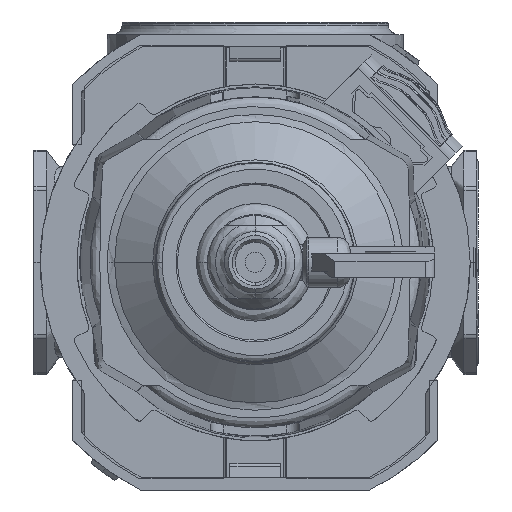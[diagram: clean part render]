
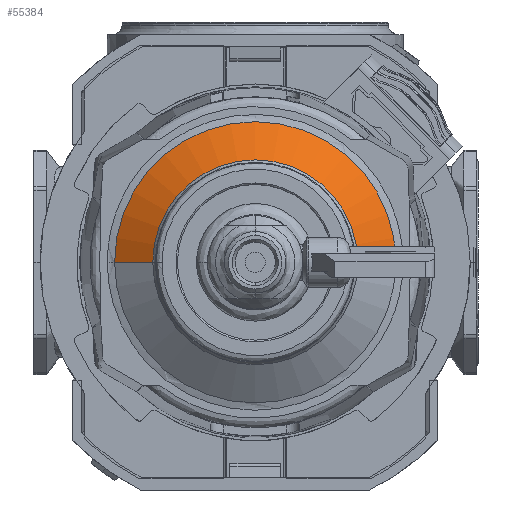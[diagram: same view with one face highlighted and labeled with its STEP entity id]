
A CAD part, front view. The second image highlights one B-rep face of the part: STEP entity #55384.
In plain terms, the highlighted conical face has half-angle 54.996 degrees and reference radius 22.24 mm.
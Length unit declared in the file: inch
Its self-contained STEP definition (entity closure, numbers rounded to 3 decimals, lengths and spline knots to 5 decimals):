
#684 = CIRCLE ( 'NONE', #90074, 0.63777 ) ;
#3442 = CARTESIAN_POINT ( 'NONE',  ( -0.63777, -4.28315, 0. ) ) ;
#8843 = DIRECTION ( 'NONE',  ( -1., 0., 0. ) ) ;
#9160 = VERTEX_POINT ( 'NONE', #3442 ) ;
#13515 = CARTESIAN_POINT ( 'NONE',  ( 0., -4.11661, 0. ) ) ;
#14730 = VECTOR ( 'NONE', #41674, 39.37008 ) ;
#19249 = CARTESIAN_POINT ( 'NONE',  ( 0.63777, -4.28315, 0. ) ) ;
#19902 = CIRCLE ( 'NONE', #78451, 0.87558 ) ;
#24756 = VERTEX_POINT ( 'NONE', #53781 ) ;
#25112 = CARTESIAN_POINT ( 'NONE',  ( 0.87558, -4.11661, 0. ) ) ;
#30408 = DIRECTION ( 'NONE',  ( 0., 1., 0. ) ) ;
#30523 = CARTESIAN_POINT ( 'NONE',  ( 0.87558, -4.11661, 0. ) ) ;
#31971 = LINE ( 'NONE', #25112, #52865 ) ;
#41473 = DIRECTION ( 'NONE',  ( 1., 0., 0. ) ) ;
#41501 = ORIENTED_EDGE ( 'NONE', *, *, #58684, .T. ) ;
#41674 = DIRECTION ( 'NONE',  ( -0.819, 0.574, 0. ) ) ;
#47723 = EDGE_LOOP ( 'NONE', ( #71839, #83255, #41501, #55805 ) ) ;
#48789 = DIRECTION ( 'NONE',  ( 0., -1., 0. ) ) ;
#50557 = FACE_OUTER_BOUND ( 'NONE', #47723, .T. ) ;
#52865 = VECTOR ( 'NONE', #53051, 39.37008 ) ;
#53051 = DIRECTION ( 'NONE',  ( 0.819, 0.574, 0. ) ) ;
#53781 = CARTESIAN_POINT ( 'NONE',  ( -0.87558, -4.11661, 0. ) ) ;
#55384 = ADVANCED_FACE ( 'NONE', ( #50557 ), #72381, .T. ) ;
#55805 = ORIENTED_EDGE ( 'NONE', *, *, #84661, .F. ) ;
#56784 = CARTESIAN_POINT ( 'NONE',  ( 0., -4.28315, 0. ) ) ;
#57697 = AXIS2_PLACEMENT_3D ( 'NONE', #72576, #30408, #8843 ) ;
#58684 = EDGE_CURVE ( 'NONE', #77366, #24756, #19902, .T. ) ;
#63219 = DIRECTION ( 'NONE',  ( -1., 0., 0. ) ) ;
#66922 = EDGE_CURVE ( 'NONE', #68724, #77366, #31971, .T. ) ;
#68724 = VERTEX_POINT ( 'NONE', #19249 ) ;
#69202 = LINE ( 'NONE', #75648, #14730 ) ;
#71839 = ORIENTED_EDGE ( 'NONE', *, *, #80762, .T. ) ;
#72381 = CONICAL_SURFACE ( 'NONE', #57697, 0.87558, 0.96 ) ;
#72576 = CARTESIAN_POINT ( 'NONE',  ( 0., -4.11661, 0. ) ) ;
#75648 = CARTESIAN_POINT ( 'NONE',  ( -0.87558, -4.11661, 0. ) ) ;
#77366 = VERTEX_POINT ( 'NONE', #30523 ) ;
#78324 = DIRECTION ( 'NONE',  ( 0., 1., 0. ) ) ;
#78451 = AXIS2_PLACEMENT_3D ( 'NONE', #13515, #48789, #41473 ) ;
#80762 = EDGE_CURVE ( 'NONE', #9160, #68724, #684, .T. ) ;
#83255 = ORIENTED_EDGE ( 'NONE', *, *, #66922, .T. ) ;
#84661 = EDGE_CURVE ( 'NONE', #9160, #24756, #69202, .T. ) ;
#90074 = AXIS2_PLACEMENT_3D ( 'NONE', #56784, #78324, #63219 ) ;
